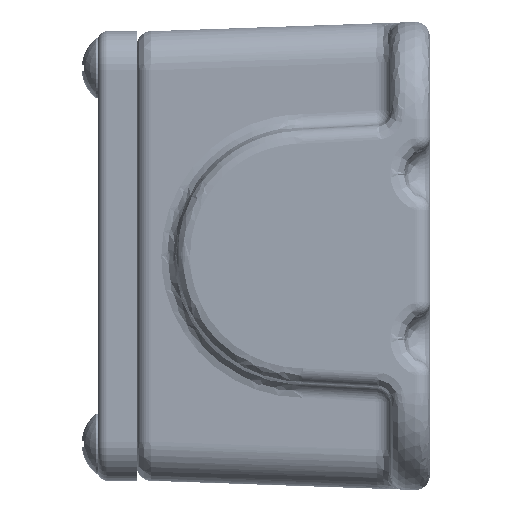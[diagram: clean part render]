
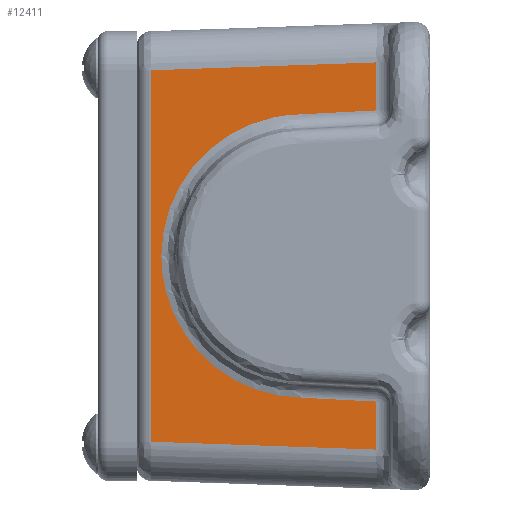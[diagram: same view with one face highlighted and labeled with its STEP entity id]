
A CAD part, left-side view. The second image highlights one B-rep face of the part: STEP entity #12411.
In plain terms, the highlighted planar face has unit normal (-1, 0.018, 0).
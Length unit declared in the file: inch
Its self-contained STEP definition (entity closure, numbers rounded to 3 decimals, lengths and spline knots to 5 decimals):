
#3000=DIRECTION('',(0.,0.,1.));
#3001=VECTOR('',#3000,2.37548);
#3002=CARTESIAN_POINT('',(-2.51888,1.78264,
-1.18773));
#3003=LINE('',#3002,#3001);
#3004=DIRECTION('',(-0.017,-0.999,0.035));
#3005=VECTOR('',#3004,1.44138);
#3006=CARTESIAN_POINT('',(-2.51888,1.78264,1.18775));
#3007=LINE('',#3006,#3005);
#3008=DIRECTION('',(0.,0.,-1.));
#3009=VECTOR('',#3008,0.30685);
#3010=CARTESIAN_POINT('',(-2.54402,0.34236,
1.23803));
#3011=LINE('',#3010,#3009);
#3012=DIRECTION('',(0.017,0.998,-0.052));
#3013=VECTOR('',#3012,0.47175);
#3014=CARTESIAN_POINT('',(-2.54402,0.34236,
0.93118));
#3015=LINE('',#3014,#3013);
#3016=CARTESIAN_POINT('',(-2.52002,1.71736,
0.0001));
#3017=CARTESIAN_POINT('',(-2.52002,1.71736,
0.02796));
#3018=CARTESIAN_POINT('',(-2.52007,1.71479,
0.0834));
#3019=CARTESIAN_POINT('',(-2.52027,1.70332,
0.16607));
#3020=CARTESIAN_POINT('',(-2.5206,1.68431,
0.24729));
#3021=CARTESIAN_POINT('',(-2.52106,1.65792,
0.32643));
#3022=CARTESIAN_POINT('',(-2.52165,1.62437,
0.40281));
#3023=CARTESIAN_POINT('',(-2.52235,1.58396,
0.47578));
#3024=CARTESIAN_POINT('',(-2.52317,1.53702,
0.54475));
#3025=CARTESIAN_POINT('',(-2.5241,1.48394,
0.60912));
#3026=CARTESIAN_POINT('',(-2.52512,1.42514,
0.66837));
#3027=CARTESIAN_POINT('',(-2.52624,1.36114,
0.72198));
#3028=CARTESIAN_POINT('',(-2.52744,1.2925,
0.76947));
#3029=CARTESIAN_POINT('',(-2.52871,1.2198,
0.81045));
#3030=CARTESIAN_POINT('',(-2.53004,1.14348,
0.84466));
#3031=CARTESIAN_POINT('',(-2.53143,1.06402,
0.87178));
#3032=CARTESIAN_POINT('',(-2.53286,0.98169,
0.89164));
#3033=CARTESIAN_POINT('',(-2.53436,0.89628,
0.9038));
#3034=CARTESIAN_POINT('',(-2.53532,0.84095,
0.90642));
#3035=CARTESIAN_POINT('',(-2.5358,0.81339,
0.9065));
#3037=CARTESIAN_POINT('',(-2.5358,0.81339,
-0.9065));
#3038=CARTESIAN_POINT('',(-2.5353,0.84206,
-0.90642));
#3039=CARTESIAN_POINT('',(-2.53431,0.89886,
-0.90355));
#3040=CARTESIAN_POINT('',(-2.53284,0.98283,
-0.89137));
#3041=CARTESIAN_POINT('',(-2.53142,1.06444,
-0.87165));
#3042=CARTESIAN_POINT('',(-2.53004,1.14361,
-0.8446));
#3043=CARTESIAN_POINT('',(-2.52871,1.21981,
-0.81045));
#3044=CARTESIAN_POINT('',(-2.52744,1.29256,
-0.76944));
#3045=CARTESIAN_POINT('',(-2.52624,1.36124,
-0.7219));
#3046=CARTESIAN_POINT('',(-2.52512,1.42525,
-0.66828));
#3047=CARTESIAN_POINT('',(-2.5241,1.48403,
-0.60902));
#3048=CARTESIAN_POINT('',(-2.52317,1.53712,
-0.54462));
#3049=CARTESIAN_POINT('',(-2.52235,1.58405,
-0.47564));
#3050=CARTESIAN_POINT('',(-2.52165,1.62445,
-0.40265));
#3051=CARTESIAN_POINT('',(-2.52106,1.65798,
-0.32627));
#3052=CARTESIAN_POINT('',(-2.5206,1.68435,
-0.24712));
#3053=CARTESIAN_POINT('',(-2.52027,1.70335,
-0.16589));
#3054=CARTESIAN_POINT('',(-2.52007,1.71481,
-0.0832));
#3055=CARTESIAN_POINT('',(-2.52002,1.71736,
-0.02776));
#3056=CARTESIAN_POINT('',(-2.52002,1.71736,
0.0001));
#3058=DIRECTION('',(-0.017,-0.998,-0.052));
#3059=VECTOR('',#3058,0.47175);
#3060=CARTESIAN_POINT('',(-2.5358,0.81339,
-0.9065));
#3061=LINE('',#3060,#3059);
#3062=DIRECTION('',(0.,0.,-1.));
#3063=VECTOR('',#3062,0.30686);
#3064=CARTESIAN_POINT('',(-2.54402,0.34236,
-0.93118));
#3065=LINE('',#3064,#3063);
#3066=DIRECTION('',(-0.017,-0.999,-0.035));
#3067=VECTOR('',#3066,1.44138);
#3068=CARTESIAN_POINT('',(-2.51888,1.78264,
-1.18773));
#3069=LINE('',#3068,#3067);
#6263=CARTESIAN_POINT('',(-2.51888,1.78264,
-1.18773));
#6579=CARTESIAN_POINT('',(-2.54402,0.34236,
1.23803));
#6580=CARTESIAN_POINT('',(-2.54402,0.34236,
0.93118));
#6581=VERTEX_POINT('',#6579);
#6582=VERTEX_POINT('',#6580);
#6591=CARTESIAN_POINT('',(-2.54402,0.34236,
-0.93118));
#6592=CARTESIAN_POINT('',(-2.54402,0.34236,
-1.23804));
#6593=VERTEX_POINT('',#6591);
#6594=VERTEX_POINT('',#6592);
#6601=CARTESIAN_POINT('',(-2.5358,0.81339,
-0.9065));
#6602=VERTEX_POINT('',#6601);
#6607=VERTEX_POINT('',#3016);
#6608=VERTEX_POINT('',#3035);
#6946=VERTEX_POINT('',#6263);
#6949=CARTESIAN_POINT('',(-2.51888,1.78264,1.18775));
#6950=VERTEX_POINT('',#6949);
#12388=CARTESIAN_POINT('',(-2.55,0.,-2.59519));
#12389=DIRECTION('',(-1.,0.017,0.));
#12390=DIRECTION('',(0.,0.,-1.));
#12391=AXIS2_PLACEMENT_3D('',#12388,#12389,#12390);
#12392=PLANE('',#12391);
#12393=ORIENTED_EDGE('',*,*,#8867,.T.);
#12395=ORIENTED_EDGE('',*,*,#12394,.T.);
#12397=ORIENTED_EDGE('',*,*,#12396,.T.);
#12399=ORIENTED_EDGE('',*,*,#12398,.T.);
#12401=ORIENTED_EDGE('',*,*,#12400,.F.);
#12403=ORIENTED_EDGE('',*,*,#12402,.F.);
#12404=ORIENTED_EDGE('',*,*,#12378,.T.);
#12406=ORIENTED_EDGE('',*,*,#12405,.T.);
#12408=ORIENTED_EDGE('',*,*,#12407,.F.);
#12409=EDGE_LOOP('',(#12393,#12395,#12397,#12399,#12401,#12403,#12404,#12406,
#12408));
#12410=FACE_OUTER_BOUND('',#12409,.F.);
#12411=ADVANCED_FACE('',(#12410),#12392,.T.);
#3036=B_SPLINE_CURVE_WITH_KNOTS('',3,(#3016,#3017,#3018,#3019,#3020,#3021,#3022,
#3023,#3024,#3025,#3026,#3027,#3028,#3029,#3030,#3031,#3032,#3033,#3034,#3035),
.UNSPECIFIED.,.F.,.F.,(4,1,1,1,1,1,1,1,1,1,1,1,1,1,1,1,1,4),(0.,
0.05882,0.11765,0.17647,0.23529,
0.29412,0.35294,0.41176,0.47059,
0.52941,0.58824,0.64706,0.70588,
0.76471,0.82353,0.88235,0.94118,1.),
.UNSPECIFIED.);
#3057=B_SPLINE_CURVE_WITH_KNOTS('',3,(#3037,#3038,#3039,#3040,#3041,#3042,#3043,
#3044,#3045,#3046,#3047,#3048,#3049,#3050,#3051,#3052,#3053,#3054,#3055,#3056),
.UNSPECIFIED.,.F.,.F.,(4,1,1,1,1,1,1,1,1,1,1,1,1,1,1,1,1,4),(0.,
0.05882,0.11765,0.17647,0.23529,
0.29412,0.35294,0.41176,0.47059,
0.52941,0.58824,0.64706,0.70588,
0.76471,0.82353,0.88235,0.94118,1.),
.UNSPECIFIED.);
#8867=EDGE_CURVE('',#6946,#6950,#3003,.T.);
#12378=EDGE_CURVE('',#6602,#6593,#3061,.T.);
#12394=EDGE_CURVE('',#6950,#6581,#3007,.T.);
#12396=EDGE_CURVE('',#6581,#6582,#3011,.T.);
#12398=EDGE_CURVE('',#6582,#6608,#3015,.T.);
#12400=EDGE_CURVE('',#6607,#6608,#3036,.T.);
#12402=EDGE_CURVE('',#6602,#6607,#3057,.T.);
#12405=EDGE_CURVE('',#6593,#6594,#3065,.T.);
#12407=EDGE_CURVE('',#6946,#6594,#3069,.T.);
